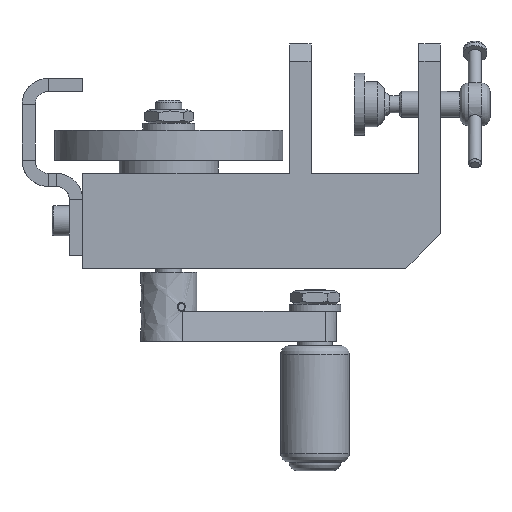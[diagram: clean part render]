
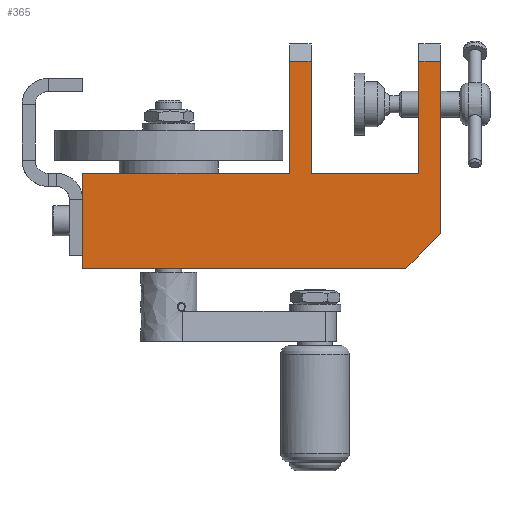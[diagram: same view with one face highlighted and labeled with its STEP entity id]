
A CAD part, left-side view. The second image highlights one B-rep face of the part: STEP entity #365.
In plain terms, the highlighted free-form (B-spline) face has degree [1, 1] with [2, 2] control points.
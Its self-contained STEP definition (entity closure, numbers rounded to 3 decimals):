
#294 = VERTEX_POINT('',#295);
#295 = CARTESIAN_POINT('',(-30.003,14.119,
    25.741));
#300 = EDGE_CURVE('',#294,#301,#303,.T.);
#301 = VERTEX_POINT('',#302);
#302 = CARTESIAN_POINT('',(-30.003,8.269,
    25.741));
#303 = B_SPLINE_CURVE_WITH_KNOTS('',1,(#304,#305),.UNSPECIFIED.,.F.,.F.,
  (2,2),(3.25,8.25),.PIECEWISE_BEZIER_KNOTS.);
#304 = CARTESIAN_POINT('',(-30.003,14.119,
    25.741));
#305 = CARTESIAN_POINT('',(-30.003,8.269,
    25.741));
#328 = EDGE_CURVE('',#329,#301,#331,.T.);
#329 = VERTEX_POINT('',#330);
#330 = CARTESIAN_POINT('',(-30.003,8.269,
    -4.68));
#331 = B_SPLINE_CURVE_WITH_KNOTS('',1,(#332,#333),.UNSPECIFIED.,.F.,.F.,
  (2,2),(-30.,-4.),.PIECEWISE_BEZIER_KNOTS.);
#332 = CARTESIAN_POINT('',(-30.003,8.269,
    -4.68));
#333 = CARTESIAN_POINT('',(-30.003,8.269,
    25.741));
#365 = ADVANCED_FACE('',(#366),#431,.T.);
#366 = FACE_BOUND('',#367,.T.);
#367 = EDGE_LOOP('',(#368,#369,#376,#383,#390,#397,#404,#411,#418,#425,
    #430));
#368 = ORIENTED_EDGE('',*,*,#300,.F.);
#369 = ORIENTED_EDGE('',*,*,#370,.T.);
#370 = EDGE_CURVE('',#294,#371,#373,.T.);
#371 = VERTEX_POINT('',#372);
#372 = CARTESIAN_POINT('',(-30.003,14.119,
    -4.68));
#373 = B_SPLINE_CURVE_WITH_KNOTS('',1,(#374,#375),.UNSPECIFIED.,.F.,.F.,
  (2,2),(-26.,0.),.PIECEWISE_BEZIER_KNOTS.);
#374 = CARTESIAN_POINT('',(-30.003,14.119,
    25.741));
#375 = CARTESIAN_POINT('',(-30.003,14.119,
    -4.68));
#376 = ORIENTED_EDGE('',*,*,#377,.T.);
#377 = EDGE_CURVE('',#371,#378,#380,.T.);
#378 = VERTEX_POINT('',#379);
#379 = CARTESIAN_POINT('',(-30.003,70.281,
    -4.68));
#380 = B_SPLINE_CURVE_WITH_KNOTS('',1,(#381,#382),.UNSPECIFIED.,.F.,.F.,
  (2,2),(-48.,0.),.PIECEWISE_BEZIER_KNOTS.);
#381 = CARTESIAN_POINT('',(-30.003,14.119,
    -4.68));
#382 = CARTESIAN_POINT('',(-30.003,70.281,
    -4.68));
#383 = ORIENTED_EDGE('',*,*,#384,.T.);
#384 = EDGE_CURVE('',#378,#385,#387,.T.);
#385 = VERTEX_POINT('',#386);
#386 = CARTESIAN_POINT('',(-30.003,70.281,
    -30.421));
#387 = B_SPLINE_CURVE_WITH_KNOTS('',1,(#388,#389),.UNSPECIFIED.,.F.,.F.,
  (2,2),(-22.,0.),.PIECEWISE_BEZIER_KNOTS.);
#388 = CARTESIAN_POINT('',(-30.003,70.281,
    -4.68));
#389 = CARTESIAN_POINT('',(-30.003,70.281,
    -30.421));
#390 = ORIENTED_EDGE('',*,*,#391,.T.);
#391 = EDGE_CURVE('',#385,#392,#394,.T.);
#392 = VERTEX_POINT('',#393);
#393 = CARTESIAN_POINT('',(-30.003,-17.472,
    -30.421));
#394 = B_SPLINE_CURVE_WITH_KNOTS('',1,(#395,#396),.UNSPECIFIED.,.F.,.F.,
  (2,2),(-75.,0.),.PIECEWISE_BEZIER_KNOTS.);
#395 = CARTESIAN_POINT('',(-30.003,70.281,
    -30.421));
#396 = CARTESIAN_POINT('',(-30.003,-17.472,
    -30.421));
#397 = ORIENTED_EDGE('',*,*,#398,.T.);
#398 = EDGE_CURVE('',#392,#399,#401,.T.);
#399 = VERTEX_POINT('',#400);
#400 = CARTESIAN_POINT('',(-30.003,-26.832,
    -21.061));
#401 = B_SPLINE_CURVE_WITH_KNOTS('',1,(#402,#403),.UNSPECIFIED.,.F.,.F.,
  (2,2),(-11.314,0.),.PIECEWISE_BEZIER_KNOTS.);
#402 = CARTESIAN_POINT('',(-30.003,-17.472,
    -30.421));
#403 = CARTESIAN_POINT('',(-30.003,-26.832,
    -21.061));
#404 = ORIENTED_EDGE('',*,*,#405,.T.);
#405 = EDGE_CURVE('',#399,#406,#408,.T.);
#406 = VERTEX_POINT('',#407);
#407 = CARTESIAN_POINT('',(-30.003,-26.832,
    25.741));
#408 = B_SPLINE_CURVE_WITH_KNOTS('',1,(#409,#410),.UNSPECIFIED.,.F.,.F.,
  (2,2),(-44.,-4.),.PIECEWISE_BEZIER_KNOTS.);
#409 = CARTESIAN_POINT('',(-30.003,-26.832,
    -21.061));
#410 = CARTESIAN_POINT('',(-30.003,-26.832,
    25.741));
#411 = ORIENTED_EDGE('',*,*,#412,.F.);
#412 = EDGE_CURVE('',#413,#406,#415,.T.);
#413 = VERTEX_POINT('',#414);
#414 = CARTESIAN_POINT('',(-30.003,-20.982,
    25.741));
#415 = B_SPLINE_CURVE_WITH_KNOTS('',1,(#416,#417),.UNSPECIFIED.,.F.,.F.,
  (2,2),(18.25,23.25),.PIECEWISE_BEZIER_KNOTS.);
#416 = CARTESIAN_POINT('',(-30.003,-20.982,
    25.741));
#417 = CARTESIAN_POINT('',(-30.003,-26.832,
    25.741));
#418 = ORIENTED_EDGE('',*,*,#419,.T.);
#419 = EDGE_CURVE('',#413,#420,#422,.T.);
#420 = VERTEX_POINT('',#421);
#421 = CARTESIAN_POINT('',(-30.003,-20.982,
    -4.68));
#422 = B_SPLINE_CURVE_WITH_KNOTS('',1,(#423,#424),.UNSPECIFIED.,.F.,.F.,
  (2,2),(-26.,0.),.PIECEWISE_BEZIER_KNOTS.);
#423 = CARTESIAN_POINT('',(-30.003,-20.982,
    25.741));
#424 = CARTESIAN_POINT('',(-30.003,-20.982,
    -4.68));
#425 = ORIENTED_EDGE('',*,*,#426,.T.);
#426 = EDGE_CURVE('',#420,#329,#427,.T.);
#427 = B_SPLINE_CURVE_WITH_KNOTS('',1,(#428,#429),.UNSPECIFIED.,.F.,.F.,
  (2,2),(-78.,-53.),.PIECEWISE_BEZIER_KNOTS.);
#428 = CARTESIAN_POINT('',(-30.003,-20.982,
    -4.68));
#429 = CARTESIAN_POINT('',(-30.003,8.269,
    -4.68));
#430 = ORIENTED_EDGE('',*,*,#328,.T.);
#431 = B_SPLINE_SURFACE_WITH_KNOTS('',1,1,(
    (#432,#433)
    ,(#434,#435
    )),.UNSPECIFIED.,.F.,.F.,.F.,(2,2),(2,2),(-26.,22.),(-41.5,41.5),
  .PIECEWISE_BEZIER_KNOTS.);
#432 = CARTESIAN_POINT('',(-30.003,-26.832,
    -30.421));
#433 = CARTESIAN_POINT('',(-30.003,70.281,
    -30.421));
#434 = CARTESIAN_POINT('',(-30.003,-26.832,
    25.741));
#435 = CARTESIAN_POINT('',(-30.003,70.281,
    25.741));
